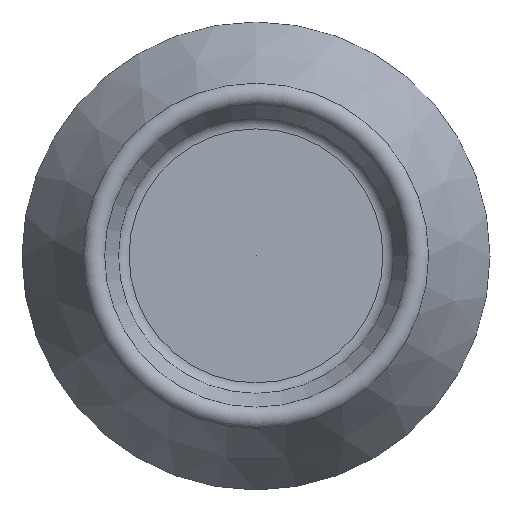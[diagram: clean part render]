
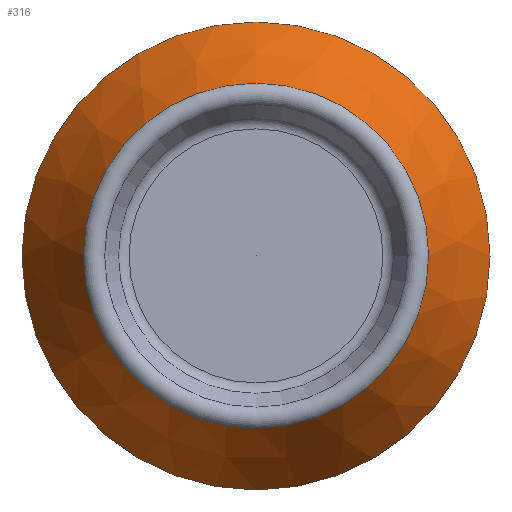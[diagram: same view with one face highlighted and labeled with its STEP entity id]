
A CAD part, top view. The second image highlights one B-rep face of the part: STEP entity #316.
In plain terms, the highlighted conical face has half-angle 30.097 degrees and reference radius 81.22 mm.
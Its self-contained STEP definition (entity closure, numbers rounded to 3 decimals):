
#18=CONICAL_SURFACE('',#367,81.22,0.525);
#61=FACE_OUTER_BOUND('',#89,.T.);
#89=EDGE_LOOP('',(#281,#282,#283,#284,#285));
#103=LINE('',#571,#113);
#113=VECTOR('',#474,81.22);
#138=CIRCLE('',#361,70.795);
#139=CIRCLE('',#362,70.795);
#143=CIRCLE('',#368,96.);
#167=VERTEX_POINT('',#557);
#168=VERTEX_POINT('',#559);
#171=VERTEX_POINT('',#570);
#204=EDGE_CURVE('',#167,#168,#138,.T.);
#205=EDGE_CURVE('',#168,#167,#139,.T.);
#210=EDGE_CURVE('',#168,#171,#103,.T.);
#211=EDGE_CURVE('',#171,#171,#143,.T.);
#281=ORIENTED_EDGE('',*,*,#204,.F.);
#282=ORIENTED_EDGE('',*,*,#205,.F.);
#283=ORIENTED_EDGE('',*,*,#210,.T.);
#284=ORIENTED_EDGE('',*,*,#211,.T.);
#285=ORIENTED_EDGE('',*,*,#210,.F.);
#316=ADVANCED_FACE('',(#61),#18,.T.);
#361=AXIS2_PLACEMENT_3D('',#560,#459,#460);
#362=AXIS2_PLACEMENT_3D('',#561,#461,#462);
#367=AXIS2_PLACEMENT_3D('',#569,#472,#473);
#368=AXIS2_PLACEMENT_3D('',#572,#475,#476);
#459=DIRECTION('center_axis',(0.,0.,1.));
#460=DIRECTION('ref_axis',(0.,1.,0.));
#461=DIRECTION('center_axis',(0.,0.,1.));
#462=DIRECTION('ref_axis',(0.,1.,0.));
#472=DIRECTION('center_axis',(0.,0.,-1.));
#473=DIRECTION('ref_axis',(0.,-1.,0.));
#474=DIRECTION('',(0.,0.501,-0.865));
#475=DIRECTION('center_axis',(0.,0.,1.));
#476=DIRECTION('ref_axis',(1.,0.,0.));
#557=CARTESIAN_POINT('',(-70.795,0.,12.487));
#559=CARTESIAN_POINT('',(0.,70.795,12.487));
#560=CARTESIAN_POINT('Origin',(0.,0.,12.487));
#561=CARTESIAN_POINT('Origin',(0.,0.,12.487));
#569=CARTESIAN_POINT('Origin',(0.,0.,-5.5));
#570=CARTESIAN_POINT('',(0.,96.,-31.));
#571=CARTESIAN_POINT('',(0.,81.22,-5.5));
#572=CARTESIAN_POINT('Origin',(0.,0.,-31.));
